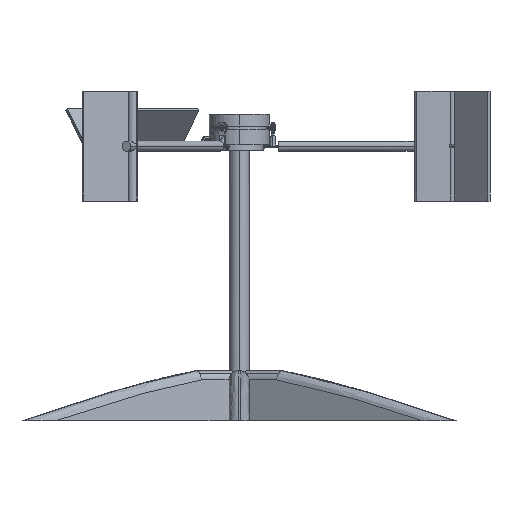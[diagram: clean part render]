
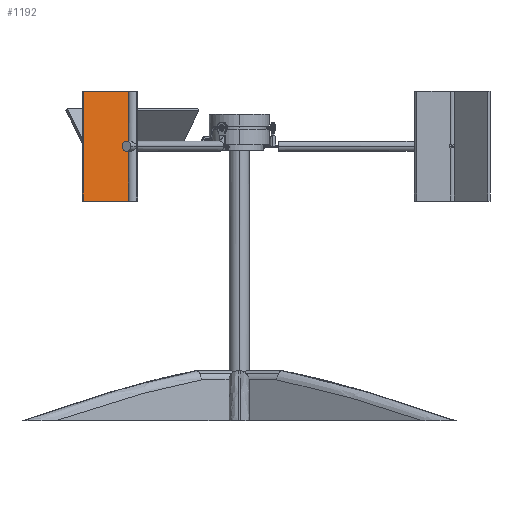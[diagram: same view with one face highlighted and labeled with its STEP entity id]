
A CAD part, left-side view. The second image highlights one B-rep face of the part: STEP entity #1192.
In plain terms, the highlighted planar face has unit normal (-0.966, -0.259, 0).
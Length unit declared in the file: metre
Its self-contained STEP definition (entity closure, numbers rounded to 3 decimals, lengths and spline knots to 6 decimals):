
#1192=ADVANCED_FACE('0:18272',(#3181),#3182,.T.);
#3181=FACE_OUTER_BOUND('',#16165,.T.);
#3182=PLANE('',#16166);
#16165=EDGE_LOOP('',(#23360,#23361,#23362,#23363,#23364,#23365,#23366));
#16166=AXIS2_PLACEMENT_3D('',#23367,#23368,#23369);
#23360=ORIENTED_EDGE('',*,*,#28678,.F.);
#23361=ORIENTED_EDGE('',*,*,#28661,.F.);
#23362=ORIENTED_EDGE('',*,*,#28679,.F.);
#23363=ORIENTED_EDGE('',*,*,#28680,.F.);
#23364=ORIENTED_EDGE('',*,*,#28681,.T.);
#23365=ORIENTED_EDGE('',*,*,#28682,.T.);
#23366=ORIENTED_EDGE('',*,*,#28683,.F.);
#23367=CARTESIAN_POINT('',(-0.186972,0.107956,0.280027));
#23368=DIRECTION('',(-0.966,-0.259,-0.0));
#23369=DIRECTION('',(0.0,0.0,-1.0));
#28661=EDGE_CURVE('0:18329',#33057,#33059,#33060,.T.);
#28678=EDGE_CURVE('0:18326',#33059,#33091,#33092,.T.);
#28679=EDGE_CURVE('0:18329',#33093,#33057,#33094,.T.);
#28680=EDGE_CURVE('0:18332',#33095,#33093,#33096,.T.);
#28681=EDGE_CURVE('0:18335',#33095,#33097,#33098,.T.);
#28682=EDGE_CURVE('0:18338',#33097,#33099,#33100,.T.);
#28683=EDGE_CURVE('0:18341',#33091,#33099,#33101,.T.);
#33057=VERTEX_POINT('',#41386);
#33059=VERTEX_POINT('',#41389);
#33060=ELLIPSE('',#41390,0.007217,0.005103);
#33091=VERTEX_POINT('',#41619);
#33092=LINE('',#41620,#41621);
#33093=VERTEX_POINT('',#41622);
#33094=ELLIPSE('',#41623,0.007217,0.005103);
#33095=VERTEX_POINT('',#41624);
#33096=LINE('',#41625,#41626);
#33097=VERTEX_POINT('',#41627);
#33098=LINE('',#41628,#41629);
#33099=VERTEX_POINT('',#41630);
#33100=LINE('',#41631,#41632);
#33101=LINE('',#41633,#41634);
#41386=CARTESIAN_POINT('',(-0.188839,0.114927,0.224924));
#41389=CARTESIAN_POINT('',(-0.187725,0.110766,0.220253));
#41390=AXIS2_PLACEMENT_3D('',#47788,#47789,#47790);
#41619=CARTESIAN_POINT('',(-0.187725,0.110766,0.170027));
#41620=CARTESIAN_POINT('',(-0.187725,0.110766,0.230027));
#41621=VECTOR('',#47815,0.01);
#41622=CARTESIAN_POINT('',(-0.187725,0.110766,0.229594));
#41623=AXIS2_PLACEMENT_3D('',#47816,#47817,#47818);
#41624=CARTESIAN_POINT('',(-0.187725,0.110766,0.280027));
#41625=CARTESIAN_POINT('',(-0.187725,0.110766,0.230027));
#41626=VECTOR('',#47819,0.01);
#41627=CARTESIAN_POINT('',(-0.199913,0.156252,0.280027));
#41628=CARTESIAN_POINT('',(-0.186972,0.107956,0.280027));
#41629=VECTOR('',#47820,0.01);
#41630=CARTESIAN_POINT('',(-0.199913,0.156252,0.170027));
#41631=CARTESIAN_POINT('',(-0.199913,0.156252,0.280027));
#41632=VECTOR('',#47821,0.01);
#41633=CARTESIAN_POINT('',(-0.186972,0.107956,0.170027));
#41634=VECTOR('',#47822,0.01);
#47788=CARTESIAN_POINT('',(-0.186972,0.107956,0.224924));
#47789=DIRECTION('',(-0.966,-0.259,0.));
#47790=DIRECTION('',(0.259,-0.966,0.));
#47815=DIRECTION('',(0.0,0.0,-1.0));
#47816=CARTESIAN_POINT('',(-0.186972,0.107956,0.224924));
#47817=DIRECTION('',(-0.966,-0.259,0.));
#47818=DIRECTION('',(0.259,-0.966,0.));
#47819=DIRECTION('',(0.0,0.0,-1.0));
#47820=DIRECTION('',(-0.259,0.966,0.0));
#47821=DIRECTION('',(0.0,0.0,-1.0));
#47822=DIRECTION('',(-0.259,0.966,0.0));
